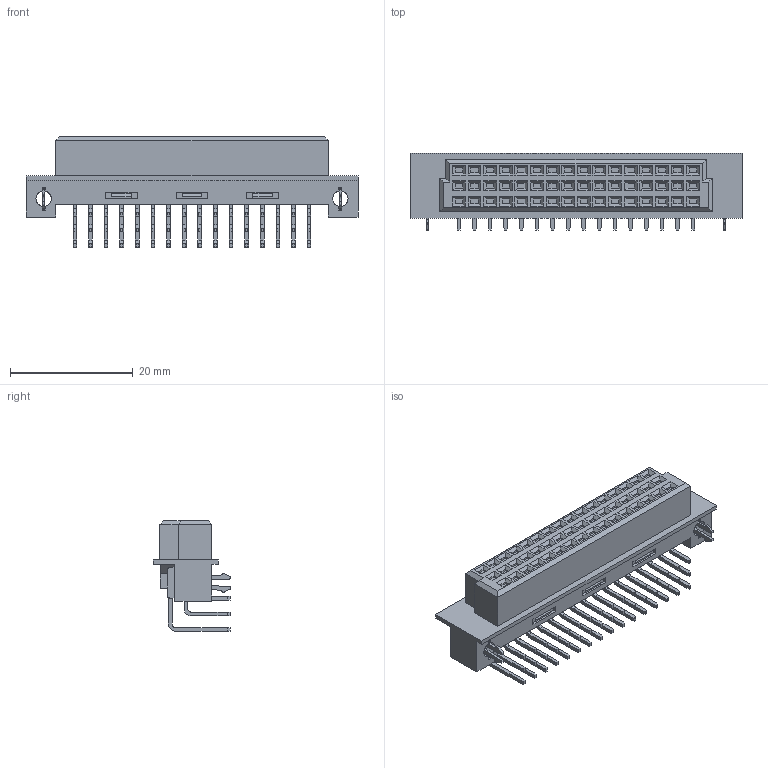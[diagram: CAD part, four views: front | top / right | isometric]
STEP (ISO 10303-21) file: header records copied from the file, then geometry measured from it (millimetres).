
FILE_DESCRIPTION( ('This file contains a STEP AP42 implementation' ,'as created by ZW3D STEP Interface translator.') ,'2;1' );
FILE_NAME( '3410-3XXAFRXXWA2.stp' ,'2310 9.135526', (''), ('ZWCAD Software Co.'), 'Version 1.0', 'ZW3D to STEP translator', '' );
FILE_SCHEMA(('AUTOMOTIVE_DESIGN { 1 0 10303 214 1 1 1 1 }'));
Length unit declared in the file: millimetre
Products named in the file (1): 0
Bounding box: 54 x 12.6 x 18.02 mm (x, y, z)
Volume: 4622.3 mm3; surface area: 4457.1 mm2
Topology: 1 solids, 1 shells, 1663 faces, 4152 edges, 2576 vertices
Faces by surface type: plane 1327, cylinder 336
Entity records: 55153 total; most frequent: CARTESIAN_POINT 16516, ORIENTED_EDGE 8304, DIRECTION 6556, EDGE_CURVE 4152, VERTEX_POINT 2576, AXIS2_PLACEMENT_3D 2240, VECTOR 2076, LINE 2076
